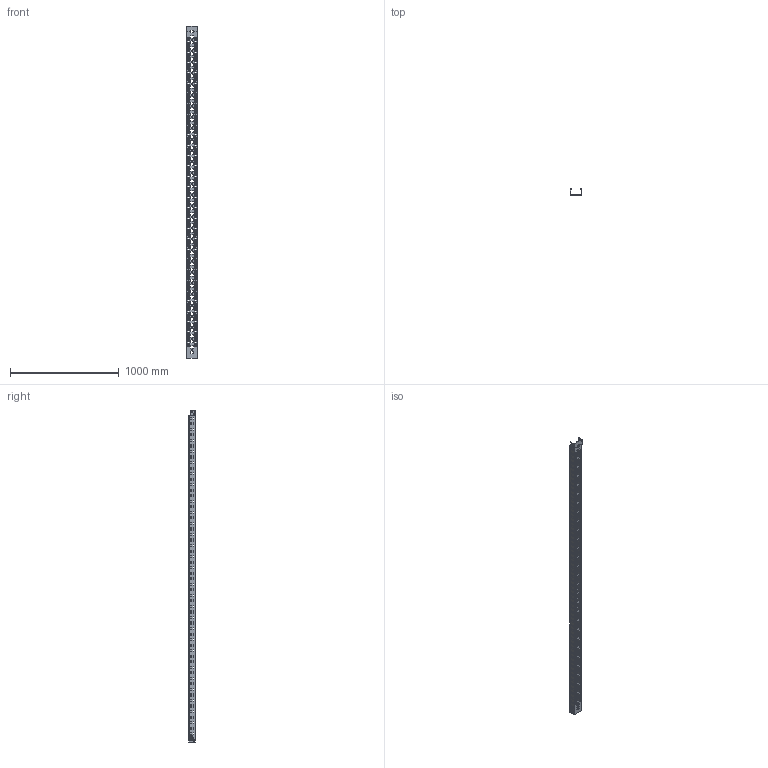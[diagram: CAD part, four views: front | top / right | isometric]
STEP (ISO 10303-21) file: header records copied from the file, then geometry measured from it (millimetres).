
FILE_DESCRIPTION (( 'STEP AP214' ), '1' );
FILE_NAME ('6059018.stp', '2020-06-30T07:44:33', ( '' ), ( '' ), 'SwSTEP 2.0', 'SolidWorks 2018', '' );
FILE_SCHEMA (( 'AUTOMOTIVE_DESIGN' ));
Products named in the file (1): 6059018
Bounding box: 103.5 x 62.5 x 3050 mm (x, y, z)
Volume: 652186.9 mm3; surface area: 1338547.1 mm2
Topology: 1 solids, 1 shells, 3136 faces, 8590 edges, 5566 vertices
Faces by surface type: cylinder 1414, plane 1256, cone 230, torus 224, bspline 10, sphere 2
Entity records: 101994 total; most frequent: DIRECTION 18302, CARTESIAN_POINT 17749, ORIENTED_EDGE 17180, EDGE_CURVE 8590, AXIS2_PLACEMENT_3D 6629, VERTEX_POINT 5566, VECTOR 5044, LINE 5044
